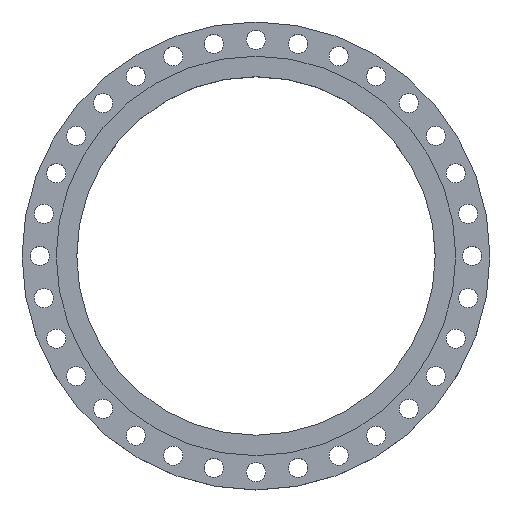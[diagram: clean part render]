
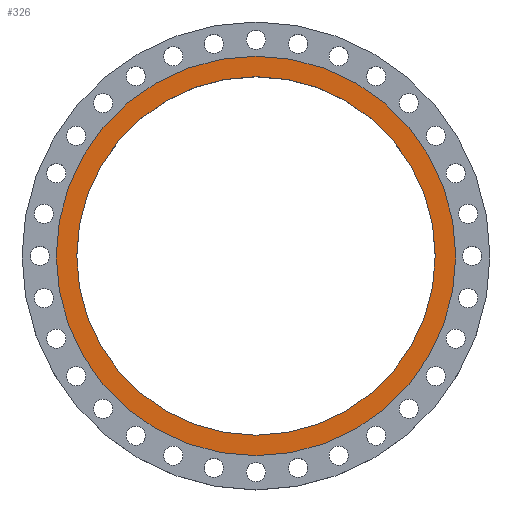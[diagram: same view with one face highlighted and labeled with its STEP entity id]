
A CAD part, top view. The second image highlights one B-rep face of the part: STEP entity #326.
In plain terms, the highlighted planar face has unit normal (0, 0, 1).
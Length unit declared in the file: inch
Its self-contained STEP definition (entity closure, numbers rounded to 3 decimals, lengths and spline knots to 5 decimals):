
#99 = EDGE_CURVE ( 'NONE', #2190, #1378, #618, .T. ) ;
#114 = DIRECTION ( 'NONE',  ( 1., 0., 0. ) ) ;
#195 = CARTESIAN_POINT ( 'NONE',  ( 0., 0., 0. ) ) ;
#270 = CARTESIAN_POINT ( 'NONE',  ( 18.25, 0., 0. ) ) ;
#317 = CIRCLE ( 'NONE', #2034, 18.25 ) ;
#326 = ADVANCED_FACE ( 'NONE', ( #2477, #1374 ), #2259, .F. ) ;
#338 = AXIS2_PLACEMENT_3D ( 'NONE', #1275, #1697, #114 ) ;
#378 = DIRECTION ( 'NONE',  ( 0., 0., 1. ) ) ;
#389 = EDGE_CURVE ( 'NONE', #2106, #773, #2059, .T. ) ;
#577 = EDGE_CURVE ( 'NONE', #773, #2106, #2848, .T. ) ;
#617 = DIRECTION ( 'NONE',  ( 1., 0., 0. ) ) ;
#618 = CIRCLE ( 'NONE', #1361, 18.25 ) ;
#688 = CARTESIAN_POINT ( 'NONE',  ( -18.25, 0., 0. ) ) ;
#717 = AXIS2_PLACEMENT_3D ( 'NONE', #2649, #1726, #617 ) ;
#773 = VERTEX_POINT ( 'NONE', #1983 ) ;
#814 = CARTESIAN_POINT ( 'NONE',  ( 0., 16.375, 0. ) ) ;
#861 = ORIENTED_EDGE ( 'NONE', *, *, #99, .T. ) ;
#1040 = CARTESIAN_POINT ( 'NONE',  ( 0., 0., 0. ) ) ;
#1121 = ORIENTED_EDGE ( 'NONE', *, *, #389, .F. ) ;
#1226 = AXIS2_PLACEMENT_3D ( 'NONE', #814, #2117, #2161 ) ;
#1275 = CARTESIAN_POINT ( 'NONE',  ( 0., 0., 0. ) ) ;
#1361 = AXIS2_PLACEMENT_3D ( 'NONE', #1040, #378, #2151 ) ;
#1374 = FACE_OUTER_BOUND ( 'NONE', #2863, .T. ) ;
#1378 = VERTEX_POINT ( 'NONE', #688 ) ;
#1579 = ORIENTED_EDGE ( 'NONE', *, *, #2491, .T. ) ;
#1697 = DIRECTION ( 'NONE',  ( 0., 0., 1. ) ) ;
#1726 = DIRECTION ( 'NONE',  ( 0., 0., 1. ) ) ;
#1759 = DIRECTION ( 'NONE',  ( 1., 0., 0. ) ) ;
#1983 = CARTESIAN_POINT ( 'NONE',  ( 16.375, 0., 0. ) ) ;
#2019 = ORIENTED_EDGE ( 'NONE', *, *, #577, .F. ) ;
#2034 = AXIS2_PLACEMENT_3D ( 'NONE', #195, #2224, #1759 ) ;
#2059 = CIRCLE ( 'NONE', #338, 16.375 ) ;
#2106 = VERTEX_POINT ( 'NONE', #2217 ) ;
#2117 = DIRECTION ( 'NONE',  ( 0., 0., -1. ) ) ;
#2151 = DIRECTION ( 'NONE',  ( 1., 0., 0. ) ) ;
#2161 = DIRECTION ( 'NONE',  ( -1., 0., 0. ) ) ;
#2190 = VERTEX_POINT ( 'NONE', #270 ) ;
#2217 = CARTESIAN_POINT ( 'NONE',  ( -16.375, 0., 0. ) ) ;
#2224 = DIRECTION ( 'NONE',  ( 0., 0., 1. ) ) ;
#2259 = PLANE ( 'NONE',  #1226 ) ;
#2477 = FACE_BOUND ( 'NONE', #2542, .T. ) ;
#2491 = EDGE_CURVE ( 'NONE', #1378, #2190, #317, .T. ) ;
#2542 = EDGE_LOOP ( 'NONE', ( #2019, #1121 ) ) ;
#2649 = CARTESIAN_POINT ( 'NONE',  ( 0., 0., 0. ) ) ;
#2848 = CIRCLE ( 'NONE', #717, 16.375 ) ;
#2863 = EDGE_LOOP ( 'NONE', ( #861, #1579 ) ) ;
